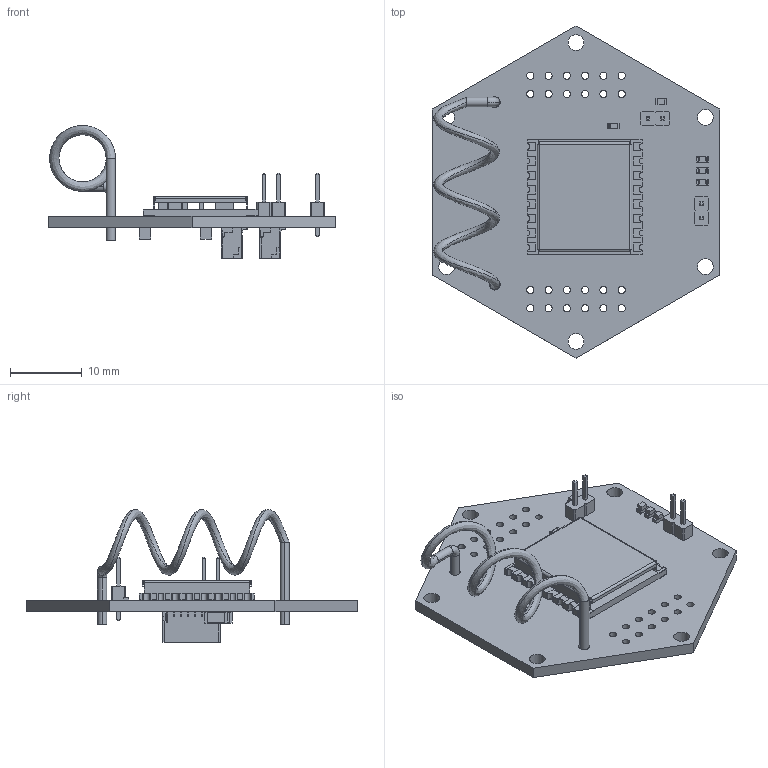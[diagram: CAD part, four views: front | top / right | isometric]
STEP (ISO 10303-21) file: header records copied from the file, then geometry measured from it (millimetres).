
FILE_DESCRIPTION(('FreeCAD Model'),'2;1');
FILE_NAME('Open CASCADE Shape Model','2024-01-31T14:57:28',('Author'),( ''),'Open CASCADE STEP processor 7.5','FreeCAD','Unknown');
FILE_SCHEMA(('AUTOMOTIVE_DESIGN { 1 0 10303 214 1 1 1 1 }'));
Length unit declared in the file: millimetre
Products named in the file (69): LORA; Local_CS_200a; Board_Geoms_200a; Pcb_200a; PCB_Sketch_200a; Step_Models_200a; Top_200a; D2_LED_0603_1608Metric_a726e19f2e95; U2_ANT-916-HESM_a0ccab9f46fa; J5_PinHeader_1x02_P200mm_Vertical_732df0b8f1e6; R3_R_0603_1608Metric_ca6557afc463; U1_RFM95CW032_a1604cca9db7; RFM95CW; RFM95CW001; RFM95CW002; RFM95CW003; RFM95CW004; RFM95CW005; RFM95CW006; RFM95CW007; RFM95CW008; RFM95CW009; RFM95CW010; RFM95CW011; RFM95CW012; RFM95CW013; RFM95CW014; RFM95CW015; RFM95CW016; RFM95CW017; RFM95CW018; RFM95CW019; RFM95CW020; RFM95CW021; RFM95CW022; RFM95CW023; RFM95CW024; RFM95CW025; RFM95CW026; RFM95CW027 ...
Assembly tree (74 placements, depth 6):
  LORA
    Local_CS_200a
    Board_Geoms_200a
      Pcb_200a
      PCB_Sketch_200a
    Step_Models_200a
      Top_200a
        D2_LED_0603_1608Metric_a726e19f2e95  x4
        U2_ANT-916-HESM_a0ccab9f46fa
        J5_PinHeader_1x02_P200mm_Vertical_732df0b8f1e6  x2
        R3_R_0603_1608Metric_ca6557afc463
        U1_RFM95CW032_a1604cca9db7
          RFM95CW
          RFM95CW001
          RFM95CW002
          RFM95CW003
          RFM95CW004
          RFM95CW005
          RFM95CW006
          RFM95CW007
          RFM95CW008
          RFM95CW009
          RFM95CW010
          RFM95CW011
          RFM95CW012
          RFM95CW013
          RFM95CW014
          RFM95CW015
          RFM95CW016
          RFM95CW017
          RFM95CW018
          RFM95CW019
          RFM95CW020
          RFM95CW021
          RFM95CW022
          RFM95CW023
          RFM95CW024
          RFM95CW025
          RFM95CW026
          RFM95CW027
          RFM95CW028
          RFM95CW029
          RFM95CW030
          RFM95CW031
      Bot_200a
        J4_BM06B-SRSS-TBT(LF)(SN)_bd27d5f93cf2  x2
          BMxxB-SRSS-TB(LF)(SN)_027
            BMxxB-SRSS-TB(LF)(SN)_06
            BMxxB-SRSS-TB(LF)(SN)_007
            BMxxB-SRSS-TB(LF)(SN)_008
            BMxxB-SRSS-TB(LF)(SN)_009
            BMxxB-SRSS-TB(LF)(SN)_010
            BMxxB-SRSS-TB(LF)(SN)_011
            BMxxB-SRSS-TB(LF)(SN)_012
            BMxxB-SRSS-TB(LF)(SN)_013
            BMxxB-SRSS-TB(LF)(SN)_014
            BMxxB-SRSS-TB(LF)(SN)_015
            BMxxB-SRSS-TB(LF)(SN)_016
            BMxxB-SRSS-TB(LF)(SN)_017
            BMxxB-SRSS-TB(LF)(SN)_018
Bounding box: 40 x 46.19 x 18.49 mm (x, y, z)
Volume: 2730 mm3; surface area: 5660.4 mm2
Topology: 85 solids, 87 shells, 1694 faces, 4276 edges, 2806 vertices
Faces by surface type: plane 1512, cylinder 178, torus 2, bspline 2
Full cylindrical faces by diameter (mm): 0.8 x4, 1 x24, 1.5 x2, 2.2 x6
Entity records: 35899 total; most frequent: CARTESIAN_POINT 7026, ORIENTED_EDGE 5354, DIRECTION 5205, EDGE_CURVE 2677, LINE 2439, VECTOR 2439, VERTEX_POINT 1756, AXIS2_PLACEMENT_3D 1383
